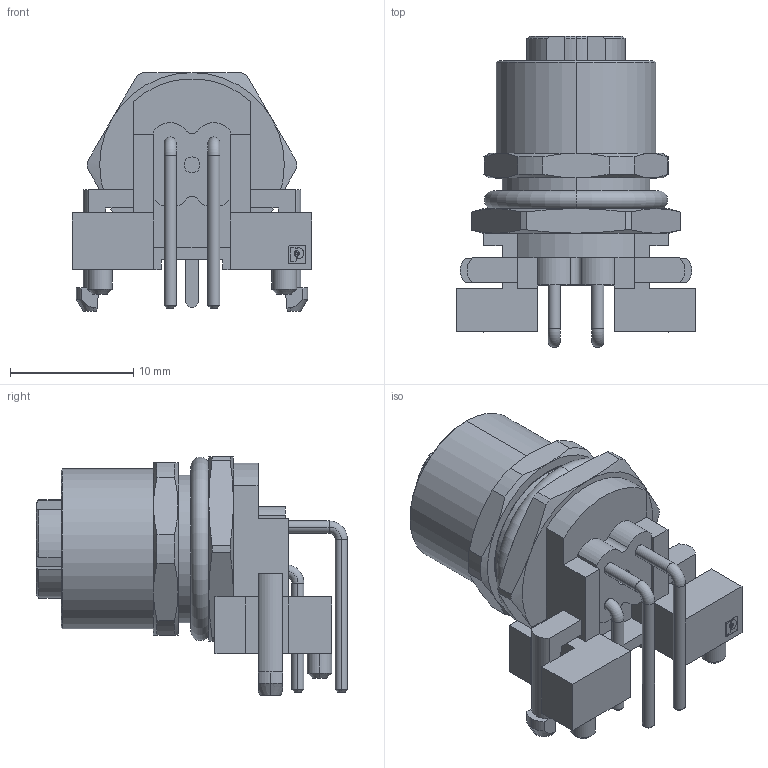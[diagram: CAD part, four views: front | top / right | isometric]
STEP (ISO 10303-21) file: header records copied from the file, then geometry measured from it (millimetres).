
FILE_DESCRIPTION(('FreeCAD Model'),'2;1');
FILE_NAME('1534630.step','2018-07-08T18:47:55',( 'kicad StepUp'),('ksu MCAD'),'Open CASCADE STEP processor 6.8', 'FreeCAD','Unknown');
FILE_SCHEMA(('AUTOMOTIVE_DESIGN_CC2 { 1 2 10303 214 -1 1 5 4 }'));
Length unit declared in the file: millimetre
Products named in the file (1): 1534630
Bounding box: 19.5 x 25.27 x 19.4 mm (x, y, z)
Volume: 2735.2 mm3; surface area: 2781.3 mm2
Topology: 1 solids, 1 shells, 307 faces, 757 edges, 477 vertices
Faces by surface type: plane 132, cylinder 98, cone 59, torus 18
Entity records: 11450 total; most frequent: CARTESIAN_POINT 1932, DIRECTION 1605, ORIENTED_EDGE 1514, EDGE_CURVE 757, AXIS2_PLACEMENT_3D 598, VERTEX_POINT 477, LINE 409, VECTOR 409
